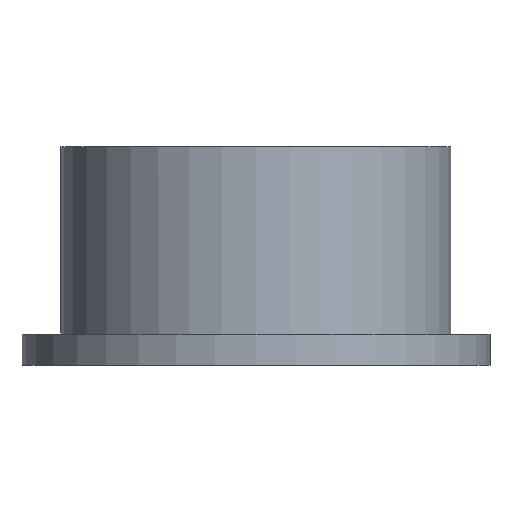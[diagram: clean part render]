
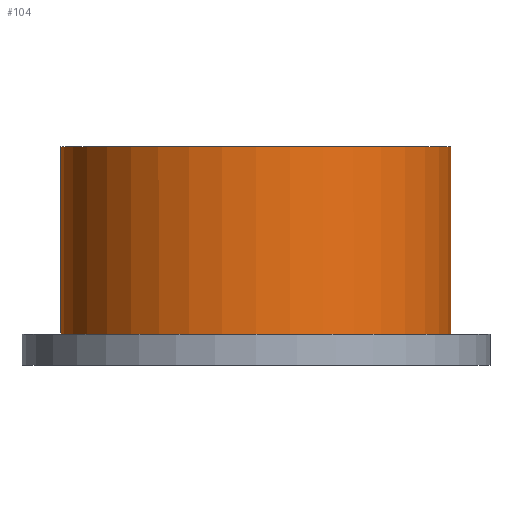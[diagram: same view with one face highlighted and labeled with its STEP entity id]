
A CAD part, front view. The second image highlights one B-rep face of the part: STEP entity #104.
In plain terms, the highlighted cylindrical face has radius 12.5 mm (diameter 25 mm), a full revolution.
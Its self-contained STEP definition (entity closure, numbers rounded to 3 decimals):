
#22=LINE('',#195,#25);
#25=VECTOR('',#163,12.5);
#28=CYLINDRICAL_SURFACE('',#131,12.5);
#33=FACE_OUTER_BOUND('',#41,.T.);
#41=EDGE_LOOP('',(#88,#89,#90,#91));
#53=CIRCLE('',#132,12.5);
#54=CIRCLE('',#133,12.5);
#61=VERTEX_POINT('',#192);
#62=VERTEX_POINT('',#194);
#71=EDGE_CURVE('',#61,#61,#53,.T.);
#72=EDGE_CURVE('',#61,#62,#22,.T.);
#73=EDGE_CURVE('',#62,#62,#54,.T.);
#88=ORIENTED_EDGE('',*,*,#71,.F.);
#89=ORIENTED_EDGE('',*,*,#72,.T.);
#90=ORIENTED_EDGE('',*,*,#73,.F.);
#91=ORIENTED_EDGE('',*,*,#72,.F.);
#104=ADVANCED_FACE('',(#33),#28,.T.);
#131=AXIS2_PLACEMENT_3D('',#191,#159,#160);
#132=AXIS2_PLACEMENT_3D('',#193,#161,#162);
#133=AXIS2_PLACEMENT_3D('',#196,#164,#165);
#159=DIRECTION('center_axis',(0.,0.,1.));
#160=DIRECTION('ref_axis',(1.,0.,0.));
#161=DIRECTION('center_axis',(0.,0.,1.));
#162=DIRECTION('ref_axis',(1.,0.,0.));
#163=DIRECTION('',(0.,0.,-1.));
#164=DIRECTION('center_axis',(0.,0.,-1.));
#165=DIRECTION('ref_axis',(1.,0.,0.));
#191=CARTESIAN_POINT('Origin',(0.,0.,0.));
#192=CARTESIAN_POINT('',(-12.5,0.,14.));
#193=CARTESIAN_POINT('Origin',(0.,0.,14.));
#194=CARTESIAN_POINT('',(-12.5,0.,2.));
#195=CARTESIAN_POINT('',(-12.5,0.,0.));
#196=CARTESIAN_POINT('Origin',(0.,0.,2.));
